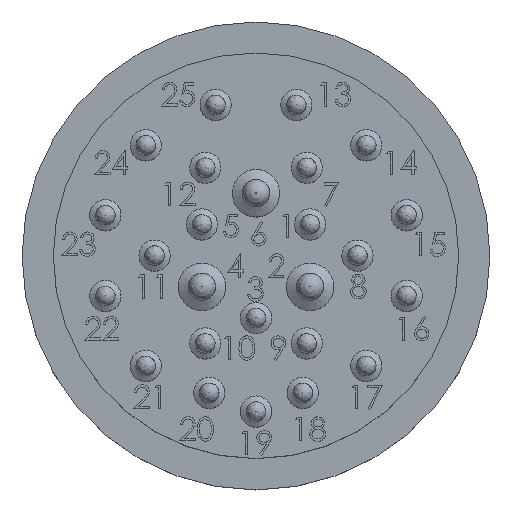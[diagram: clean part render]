
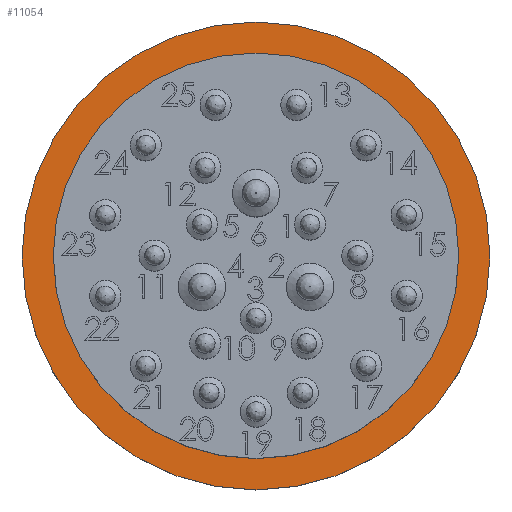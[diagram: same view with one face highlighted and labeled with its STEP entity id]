
A CAD part, top view. The second image highlights one B-rep face of the part: STEP entity #11054.
In plain terms, the highlighted planar face has unit normal (0, 0, 1).
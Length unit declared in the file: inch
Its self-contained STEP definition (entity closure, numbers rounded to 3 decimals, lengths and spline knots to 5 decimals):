
#2654=FACE_BOUND($,#3729,.T.);
#2883=FACE_OUTER_BOUND($,#3728,.T.);
#3728=EDGE_LOOP($,(#7978));
#3729=EDGE_LOOP($,(#7979));
#4545=CIRCLE($,#11874,0.9375);
#4546=CIRCLE($,#11876,0.8125);
#4805=VERTEX_POINT($,#15071);
#4806=VERTEX_POINT($,#15074);
#5934=EDGE_CURVE($,#4805,#4805,#4545,.T.);
#5935=EDGE_CURVE($,#4806,#4806,#4546,.T.);
#7978=ORIENTED_EDGE($,*,*,#5934,.T.);
#7979=ORIENTED_EDGE($,*,*,#5935,.F.);
#10642=PLANE($,#11915);
#11054=ADVANCED_FACE($,(#2883,#2654),#10642,.F.);
#11874=AXIS2_PLACEMENT_3D($,#15072,#12728,#12729);
#11876=AXIS2_PLACEMENT_3D($,#15075,#12732,#12733);
#11915=AXIS2_PLACEMENT_3D($,#18459,#13023,#13024);
#12728=DIRECTION('center_axis',(0.,0.,1.));
#12729=DIRECTION('ref_axis',(1.,0.,0.));
#12732=DIRECTION('center_axis',(0.,0.,1.));
#12733=DIRECTION('ref_axis',(1.,0.,0.));
#13023=DIRECTION('center_axis',(0.,0.,-1.));
#13024=DIRECTION('ref_axis',(-1.,0.,0.));
#15071=CARTESIAN_POINT('',(0.9375,0.,-0.375));
#15072=CARTESIAN_POINT('Origin',(0.,0.,-0.375));
#15074=CARTESIAN_POINT('',(0.8125,0.,-0.375));
#15075=CARTESIAN_POINT('Origin',(0.,0.,-0.375));
#18459=CARTESIAN_POINT('Origin',(0.,0.8125,-0.375));
